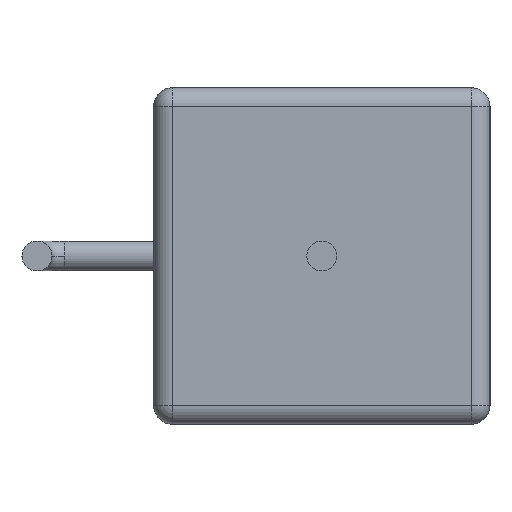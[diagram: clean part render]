
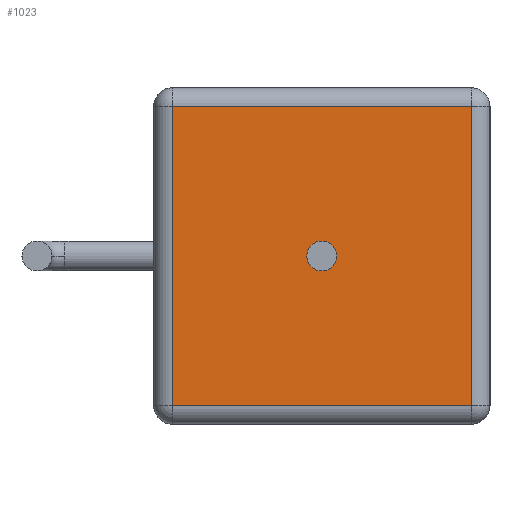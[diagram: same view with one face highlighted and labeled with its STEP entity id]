
A CAD part, front view. The second image highlights one B-rep face of the part: STEP entity #1023.
In plain terms, the highlighted planar face has unit normal (0, -1, 0).
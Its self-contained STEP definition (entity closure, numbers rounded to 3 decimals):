
#23 = CARTESIAN_POINT ( 'NONE',  ( -4., 0.5, -4. ) ) ;
#42 = VECTOR ( 'NONE', #633, 1000. ) ;
#45 = AXIS2_PLACEMENT_3D ( 'NONE', #542, #114, #1077 ) ;
#61 = CARTESIAN_POINT ( 'NONE',  ( 4., 0.5, -4. ) ) ;
#81 = VERTEX_POINT ( 'NONE', #23 ) ;
#114 = DIRECTION ( 'NONE',  ( 0., 1., 0. ) ) ;
#134 = EDGE_LOOP ( 'NONE', ( #1065, #872, #514, #693 ) ) ;
#141 = CARTESIAN_POINT ( 'NONE',  ( 0., 0.5, 0. ) ) ;
#190 = EDGE_CURVE ( 'NONE', #782, #613, #991, .T. ) ;
#219 = CARTESIAN_POINT ( 'NONE',  ( -4.5, 0.5, -4. ) ) ;
#238 = EDGE_CURVE ( 'NONE', #1005, #500, #432, .T. ) ;
#268 = LINE ( 'NONE', #490, #1062 ) ;
#349 = ORIENTED_EDGE ( 'NONE', *, *, #519, .F. ) ;
#363 = ORIENTED_EDGE ( 'NONE', *, *, #238, .F. ) ;
#394 = EDGE_CURVE ( 'NONE', #772, #782, #752, .T. ) ;
#432 = CIRCLE ( 'NONE', #1127, 0.4 ) ;
#452 = DIRECTION ( 'NONE',  ( 0., 0., 1. ) ) ;
#464 = EDGE_CURVE ( 'NONE', #81, #772, #739, .T. ) ;
#490 = CARTESIAN_POINT ( 'NONE',  ( -4., 0.5, 4.5 ) ) ;
#493 = VECTOR ( 'NONE', #986, 1000. ) ;
#500 = VERTEX_POINT ( 'NONE', #749 ) ;
#507 = VECTOR ( 'NONE', #452, 1000. ) ;
#513 = CARTESIAN_POINT ( 'NONE',  ( 0., 0.5, -0.4 ) ) ;
#514 = ORIENTED_EDGE ( 'NONE', *, *, #464, .T. ) ;
#519 = EDGE_CURVE ( 'NONE', #500, #1005, #1097, .T. ) ;
#542 = CARTESIAN_POINT ( 'NONE',  ( -4.5, 0.5, 4.5 ) ) ;
#543 = CARTESIAN_POINT ( 'NONE',  ( 0., 0.5, 0. ) ) ;
#613 = VERTEX_POINT ( 'NONE', #1050 ) ;
#621 = PLANE ( 'NONE',  #45 ) ;
#631 = DIRECTION ( 'NONE',  ( 0., -1., 0. ) ) ;
#633 = DIRECTION ( 'NONE',  ( -1., 0., 0. ) ) ;
#664 = FACE_BOUND ( 'NONE', #680, .T. ) ;
#680 = EDGE_LOOP ( 'NONE', ( #363, #349 ) ) ;
#693 = ORIENTED_EDGE ( 'NONE', *, *, #394, .T. ) ;
#719 = DIRECTION ( 'NONE',  ( 0., 0., 1. ) ) ;
#726 = EDGE_CURVE ( 'NONE', #613, #81, #268, .T. ) ;
#739 = LINE ( 'NONE', #219, #493 ) ;
#742 = DIRECTION ( 'NONE',  ( 0., -1., 0. ) ) ;
#749 = CARTESIAN_POINT ( 'NONE',  ( 0., 0.5, 0.4 ) ) ;
#752 = LINE ( 'NONE', #819, #507 ) ;
#772 = VERTEX_POINT ( 'NONE', #61 ) ;
#782 = VERTEX_POINT ( 'NONE', #1042 ) ;
#792 = FACE_OUTER_BOUND ( 'NONE', #134, .T. ) ;
#816 = CARTESIAN_POINT ( 'NONE',  ( -4.5, 0.5, 4. ) ) ;
#819 = CARTESIAN_POINT ( 'NONE',  ( 4., 0.5, 4.5 ) ) ;
#872 = ORIENTED_EDGE ( 'NONE', *, *, #726, .T. ) ;
#931 = DIRECTION ( 'NONE',  ( 0., 0., -1. ) ) ;
#932 = DIRECTION ( 'NONE',  ( 0., 0., 1. ) ) ;
#986 = DIRECTION ( 'NONE',  ( 1., 0., 0. ) ) ;
#991 = LINE ( 'NONE', #816, #42 ) ;
#1005 = VERTEX_POINT ( 'NONE', #513 ) ;
#1023 = ADVANCED_FACE ( 'NONE', ( #792, #664 ), #621, .F. ) ;
#1042 = CARTESIAN_POINT ( 'NONE',  ( 4., 0.5, 4. ) ) ;
#1050 = CARTESIAN_POINT ( 'NONE',  ( -4., 0.5, 4. ) ) ;
#1062 = VECTOR ( 'NONE', #931, 1000. ) ;
#1065 = ORIENTED_EDGE ( 'NONE', *, *, #190, .T. ) ;
#1077 = DIRECTION ( 'NONE',  ( 0., 0., 1. ) ) ;
#1093 = AXIS2_PLACEMENT_3D ( 'NONE', #141, #742, #932 ) ;
#1097 = CIRCLE ( 'NONE', #1093, 0.4 ) ;
#1127 = AXIS2_PLACEMENT_3D ( 'NONE', #543, #631, #719 ) ;
